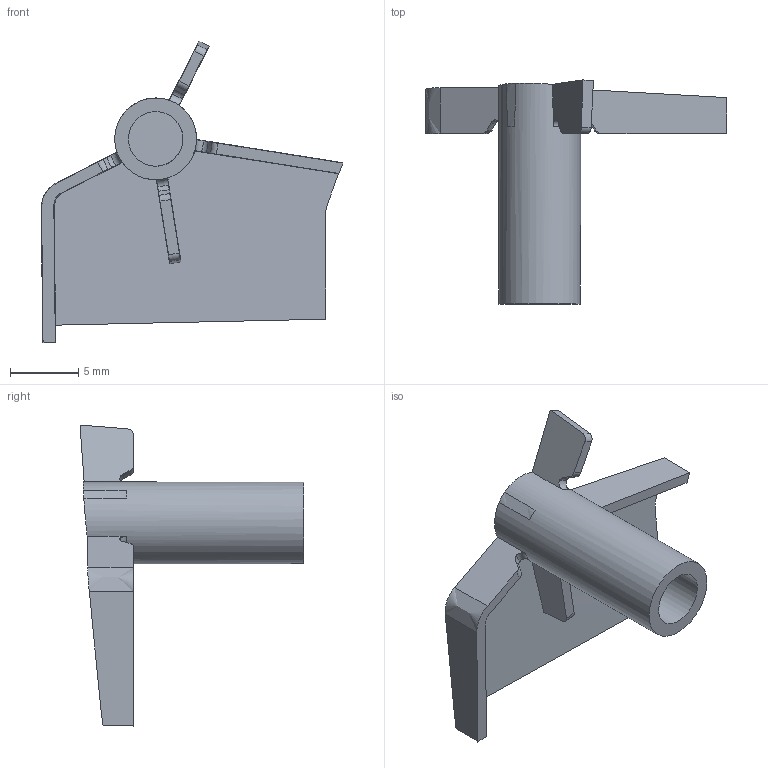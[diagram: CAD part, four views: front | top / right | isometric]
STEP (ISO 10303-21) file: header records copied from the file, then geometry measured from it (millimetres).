
FILE_DESCRIPTION(('Open CASCADE Model'),'2;1');
FILE_NAME('Open CASCADE Shape Model','2025-10-21T21:37:34',('Author'),( 'Open CASCADE'),'Open CASCADE STEP processor 7.7','Open CASCADE 7.7' ,'Unknown');
FILE_SCHEMA(('AUTOMOTIVE_DESIGN { 1 0 10303 214 1 1 1 1 }'));
Length unit declared in the file: millimetre
Products named in the file (42): Open CASCADE STEP translator 7.7 26; Open CASCADE STEP translator 7.7 26.1; Open CASCADE STEP translator 7.7 26.2; Open CASCADE STEP translator 7.7 26.3; Open CASCADE STEP translator 7.7 26.4; Open CASCADE STEP translator 7.7 26.5; Open CASCADE STEP translator 7.7 26.6; Open CASCADE STEP translator 7.7 26.7; Open CASCADE STEP translator 7.7 26.8; Open CASCADE STEP translator 7.7 26.9; Open CASCADE STEP translator 7.7 26.10; Open CASCADE STEP translator 7.7 26.11; Open CASCADE STEP translator 7.7 26.12; Open CASCADE STEP translator 7.7 26.13; Open CASCADE STEP translator 7.7 26.14; Open CASCADE STEP translator 7.7 26.15; Open CASCADE STEP translator 7.7 26.16; Open CASCADE STEP translator 7.7 26.17; Open CASCADE STEP translator 7.7 26.18; Open CASCADE STEP translator 7.7 26.19; Open CASCADE STEP translator 7.7 26.20; Open CASCADE STEP translator 7.7 26.21; Open CASCADE STEP translator 7.7 26.22; Open CASCADE STEP translator 7.7 26.23; Open CASCADE STEP translator 7.7 26.24; Open CASCADE STEP translator 7.7 26.25; Open CASCADE STEP translator 7.7 26.26; Open CASCADE STEP translator 7.7 26.27; Open CASCADE STEP translator 7.7 26.28; Open CASCADE STEP translator 7.7 26.29; Open CASCADE STEP translator 7.7 26.30; Open CASCADE STEP translator 7.7 26.31; Open CASCADE STEP translator 7.7 26.32; Open CASCADE STEP translator 7.7 26.33; Open CASCADE STEP translator 7.7 26.34; Open CASCADE STEP translator 7.7 26.35; Open CASCADE STEP translator 7.7 26.36; Open CASCADE STEP translator 7.7 26.37; Open CASCADE STEP translator 7.7 26.38; Open CASCADE STEP translator 7.7 26.39 ...
Assembly tree (41 placements, depth 2):
  Open CASCADE STEP translator 7.7 26
    Open CASCADE STEP translator 7.7 26.1
    Open CASCADE STEP translator 7.7 26.2
    Open CASCADE STEP translator 7.7 26.3
    Open CASCADE STEP translator 7.7 26.4
    Open CASCADE STEP translator 7.7 26.5
    Open CASCADE STEP translator 7.7 26.6
    Open CASCADE STEP translator 7.7 26.7
    Open CASCADE STEP translator 7.7 26.8
    Open CASCADE STEP translator 7.7 26.9
    Open CASCADE STEP translator 7.7 26.10
    Open CASCADE STEP translator 7.7 26.11
    Open CASCADE STEP translator 7.7 26.12
    Open CASCADE STEP translator 7.7 26.13
    Open CASCADE STEP translator 7.7 26.14
    Open CASCADE STEP translator 7.7 26.15
    Open CASCADE STEP translator 7.7 26.16
    Open CASCADE STEP translator 7.7 26.17
    Open CASCADE STEP translator 7.7 26.18
    Open CASCADE STEP translator 7.7 26.19
    Open CASCADE STEP translator 7.7 26.20
    Open CASCADE STEP translator 7.7 26.21
    Open CASCADE STEP translator 7.7 26.22
    Open CASCADE STEP translator 7.7 26.23
    Open CASCADE STEP translator 7.7 26.24
    Open CASCADE STEP translator 7.7 26.25
    Open CASCADE STEP translator 7.7 26.26
    Open CASCADE STEP translator 7.7 26.27
    Open CASCADE STEP translator 7.7 26.28
    Open CASCADE STEP translator 7.7 26.29
    Open CASCADE STEP translator 7.7 26.30
    Open CASCADE STEP translator 7.7 26.31
    Open CASCADE STEP translator 7.7 26.32
    Open CASCADE STEP translator 7.7 26.33
    Open CASCADE STEP translator 7.7 26.34
    Open CASCADE STEP translator 7.7 26.35
    Open CASCADE STEP translator 7.7 26.36
    Open CASCADE STEP translator 7.7 26.37
    Open CASCADE STEP translator 7.7 26.38
    Open CASCADE STEP translator 7.7 26.39
    Open CASCADE STEP translator 7.7 26.40
    Open CASCADE STEP translator 7.7 26.41
Bounding box: 22.11 x 16.42 x 22.13 mm (x, y, z)
Surface area: 971 mm2 (no closed solid volume)
Topology: 0 solids, 41 shells, 41 faces, 231 edges, 229 vertices
Faces by surface type: plane 15, torus 12, bspline 6, cylinder 4, cone 4
Full cylindrical faces by diameter (mm): 4 x1, 6 x1
Entity records: 6186 total; most frequent: CARTESIAN_POINT 2798, DIRECTION 433, B_SPLINE_CURVE_WITH_KNOTS 255, ORIENTED_EDGE 233, PCURVE 233, DEFINITIONAL_REPRESENTATION 233, EDGE_CURVE 231, VERTEX_POINT 229
